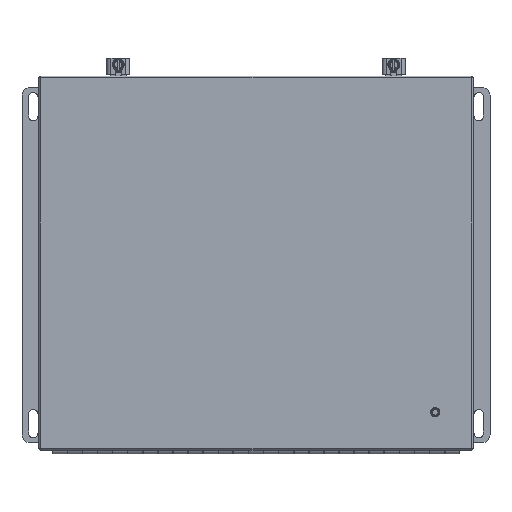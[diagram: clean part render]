
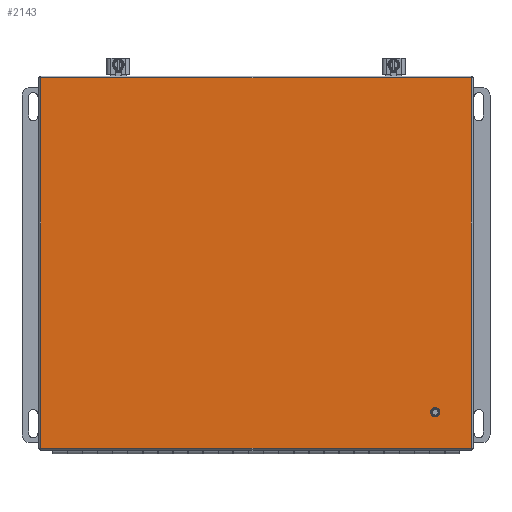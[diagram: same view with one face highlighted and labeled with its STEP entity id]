
A CAD part, top view. The second image highlights one B-rep face of the part: STEP entity #2143.
In plain terms, the highlighted planar face has unit normal (0, 0, 1).
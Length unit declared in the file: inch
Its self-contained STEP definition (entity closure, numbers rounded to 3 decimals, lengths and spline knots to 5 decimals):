
#35 = DIRECTION ( 'NONE',  ( -1., 0., 0. ) ) ;
#2143 = ADVANCED_FACE ( 'NONE', ( #4910, #23415 ), #36336, .F. ) ;
#2744 = CARTESIAN_POINT ( 'NONE',  ( 12.84091, 1.1165, 6.185 ) ) ;
#3886 = DIRECTION ( 'NONE',  ( 1., 0., 0. ) ) ;
#4910 = FACE_OUTER_BOUND ( 'NONE', #24943, .T. ) ;
#5457 = EDGE_CURVE ( 'NONE', #38551, #38551, #16569, .T. ) ;
#7533 = VERTEX_POINT ( 'NONE', #31080 ) ;
#12644 = EDGE_LOOP ( 'NONE', ( #38055 ) ) ;
#13295 = LINE ( 'NONE', #25942, #47370 ) ;
#14717 = ORIENTED_EDGE ( 'NONE', *, *, #21298, .T. ) ;
#14820 = ORIENTED_EDGE ( 'NONE', *, *, #23140, .T. ) ;
#16446 = DIRECTION ( 'NONE',  ( 0., 1., 0. ) ) ;
#16569 = CIRCLE ( 'NONE', #26884, 0.15655 ) ;
#16728 = CARTESIAN_POINT ( 'NONE',  ( 14.1902, 8.14639, 6.185 ) ) ;
#18862 = VERTEX_POINT ( 'NONE', #40420 ) ;
#21298 = EDGE_CURVE ( 'NONE', #7533, #49805, #30136, .T. ) ;
#23140 = EDGE_CURVE ( 'NONE', #18862, #28551, #24339, .T. ) ;
#23267 = CARTESIAN_POINT ( 'NONE',  ( -0.065, -0.07504, 6.185 ) ) ;
#23415 = FACE_BOUND ( 'NONE', #12644, .T. ) ;
#24265 = CARTESIAN_POINT ( 'NONE',  ( 12.99746, 1.1165, 6.185 ) ) ;
#24339 = LINE ( 'NONE', #25218, #52965 ) ;
#24943 = EDGE_LOOP ( 'NONE', ( #14820, #51110, #14717, #25728 ) ) ;
#25218 = CARTESIAN_POINT ( 'NONE',  ( -0.065, 8.14639, 6.185 ) ) ;
#25728 = ORIENTED_EDGE ( 'NONE', *, *, #56664, .T. ) ;
#25942 = CARTESIAN_POINT ( 'NONE',  ( 14.25005, 12.19, 6.185 ) ) ;
#26805 = LINE ( 'NONE', #30579, #39074 ) ;
#26884 = AXIS2_PLACEMENT_3D ( 'NONE', #24265, #42442, #46867 ) ;
#28551 = VERTEX_POINT ( 'NONE', #23267 ) ;
#30136 = LINE ( 'NONE', #16728, #44422 ) ;
#30579 = CARTESIAN_POINT ( 'NONE',  ( 14.25005, -0.07504, 6.185 ) ) ;
#31080 = CARTESIAN_POINT ( 'NONE',  ( 14.1902, -0.07504, 6.185 ) ) ;
#33384 = CARTESIAN_POINT ( 'NONE',  ( 14.25005, 8.14639, 6.185 ) ) ;
#33990 = DIRECTION ( 'NONE',  ( 0., -1., 0. ) ) ;
#36336 = PLANE ( 'NONE',  #38034 ) ;
#37773 = DIRECTION ( 'NONE',  ( 0., 0., -1. ) ) ;
#38034 = AXIS2_PLACEMENT_3D ( 'NONE', #33384, #37773, #46902 ) ;
#38055 = ORIENTED_EDGE ( 'NONE', *, *, #5457, .T. ) ;
#38551 = VERTEX_POINT ( 'NONE', #2744 ) ;
#39074 = VECTOR ( 'NONE', #3886, 39.37008 ) ;
#40420 = CARTESIAN_POINT ( 'NONE',  ( -0.065, 12.19, 6.185 ) ) ;
#42442 = DIRECTION ( 'NONE',  ( 0., 0., -1. ) ) ;
#42997 = EDGE_CURVE ( 'NONE', #28551, #7533, #26805, .T. ) ;
#44422 = VECTOR ( 'NONE', #16446, 39.37008 ) ;
#46867 = DIRECTION ( 'NONE',  ( -1., 0., 0. ) ) ;
#46902 = DIRECTION ( 'NONE',  ( -1., 0., 0. ) ) ;
#47370 = VECTOR ( 'NONE', #35, 39.37008 ) ;
#48094 = CARTESIAN_POINT ( 'NONE',  ( 14.1902, 12.19, 6.185 ) ) ;
#49805 = VERTEX_POINT ( 'NONE', #48094 ) ;
#51110 = ORIENTED_EDGE ( 'NONE', *, *, #42997, .T. ) ;
#52965 = VECTOR ( 'NONE', #33990, 39.37008 ) ;
#56664 = EDGE_CURVE ( 'NONE', #49805, #18862, #13295, .T. ) ;
